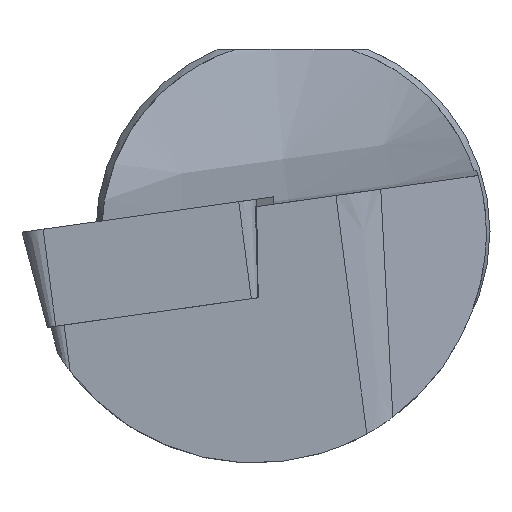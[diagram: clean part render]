
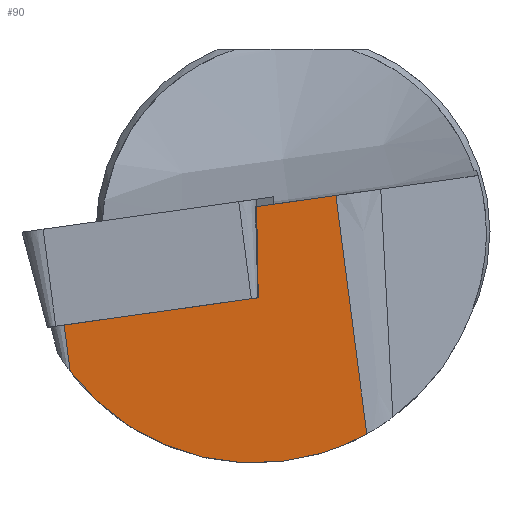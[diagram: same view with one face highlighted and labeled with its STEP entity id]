
A CAD part, left-side view. The second image highlights one B-rep face of the part: STEP entity #90.
In plain terms, the highlighted planar face has unit normal (-0.989, -0.102, -0.109).
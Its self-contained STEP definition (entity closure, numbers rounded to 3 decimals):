
#90=ADVANCED_FACE('',(#140),#123,.T.);
#123=PLANE('',#617);
#140=FACE_OUTER_BOUND('',#172,.T.);
#172=EDGE_LOOP('',(#235,#236,#237,#238,#239,#240));
#206=ELLIPSE('',#616,9.506,9.4);
#235=ORIENTED_EDGE('',*,*,#456,.F.);
#236=ORIENTED_EDGE('',*,*,#457,.F.);
#237=ORIENTED_EDGE('',*,*,#458,.F.);
#238=ORIENTED_EDGE('',*,*,#459,.T.);
#239=ORIENTED_EDGE('',*,*,#460,.T.);
#240=ORIENTED_EDGE('',*,*,#461,.F.);
#401=VERTEX_POINT('',#847);
#402=VERTEX_POINT('',#848);
#403=VERTEX_POINT('',#850);
#404=VERTEX_POINT('',#852);
#405=VERTEX_POINT('',#854);
#406=VERTEX_POINT('',#856);
#456=EDGE_CURVE('',#401,#402,#536,.T.);
#457=EDGE_CURVE('',#403,#401,#537,.T.);
#458=EDGE_CURVE('',#404,#403,#538,.T.);
#459=EDGE_CURVE('',#404,#405,#206,.T.);
#460=EDGE_CURVE('',#405,#406,#539,.T.);
#461=EDGE_CURVE('',#402,#406,#540,.T.);
#536=LINE('',#846,#576);
#537=LINE('',#849,#577);
#538=LINE('',#851,#578);
#539=LINE('',#855,#579);
#540=LINE('',#857,#580);
#576=VECTOR('',#679,1.);
#577=VECTOR('',#680,1.);
#578=VECTOR('',#681,1.);
#579=VECTOR('',#684,1.);
#580=VECTOR('',#685,1.);
#616=AXIS2_PLACEMENT_3D('',#853,#682,#683);
#617=AXIS2_PLACEMENT_3D('',#858,#686,#687);
#679=DIRECTION('',(-0.112,0.027,0.993));
#680=DIRECTION('',(0.086,-0.987,0.139));
#681=DIRECTION('',(-0.121,0.128,0.984));
#682=DIRECTION('',(-0.989,-0.102,-0.109));
#683=DIRECTION('',(0.149,-0.676,-0.722));
#684=DIRECTION('',(-0.121,0.128,0.984));
#685=DIRECTION('',(0.086,-0.987,0.139));
#686=DIRECTION('',(-0.989,-0.102,-0.109));
#687=DIRECTION('',(-0.109,0.,0.994));
#846=CARTESIAN_POINT('',(0.951,1.506,0.456));
#847=CARTESIAN_POINT('',(1.306,1.422,-2.692));
#848=CARTESIAN_POINT('',(0.89,1.521,1.));
#849=CARTESIAN_POINT('',(0.618,9.284,-3.797));
#850=CARTESIAN_POINT('',(0.618,9.284,-3.797));
#851=CARTESIAN_POINT('',(0.133,9.795,0.141));
#852=CARTESIAN_POINT('',(0.851,9.04,-5.68));
#853=CARTESIAN_POINT('',(0.997,1.55,0.));
#854=CARTESIAN_POINT('',(2.37,-3.,-8.225));
#855=CARTESIAN_POINT('',(1.139,-1.705,1.757));
#856=CARTESIAN_POINT('',(1.176,-1.744,1.459));
#857=CARTESIAN_POINT('',(0.169,9.757,-0.157));
#858=CARTESIAN_POINT('',(0.133,9.795,0.141));
